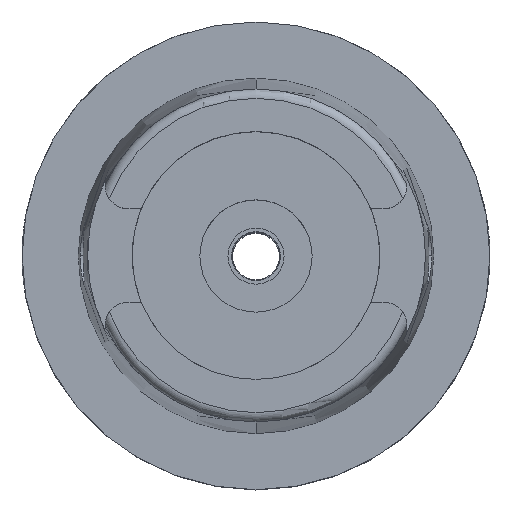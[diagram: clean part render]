
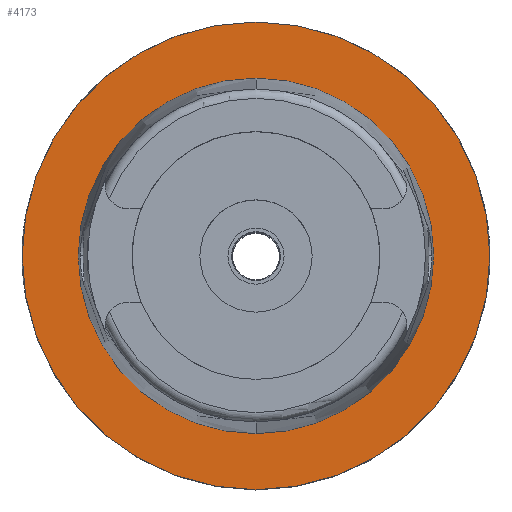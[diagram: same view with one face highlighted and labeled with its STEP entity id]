
A CAD part, top view. The second image highlights one B-rep face of the part: STEP entity #4173.
In plain terms, the highlighted planar face has unit normal (0, 0, 1).
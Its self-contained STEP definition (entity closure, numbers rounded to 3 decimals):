
#2069=CARTESIAN_POINT('',(0.,0.,0.));
#2070=DIRECTION('',(0.,0.,-1.));
#2071=DIRECTION('',(0.,-1.,0.));
#2072=AXIS2_PLACEMENT_3D('',#2069,#2070,#2071);
#2077=CARTESIAN_POINT('',(0.,0.,0.));
#2078=DIRECTION('',(0.,0.,-1.));
#2079=DIRECTION('',(0.,1.,0.));
#2080=AXIS2_PLACEMENT_3D('',#2077,#2078,#2079);
#2085=CARTESIAN_POINT('',(0.,0.,0.));
#2086=DIRECTION('',(0.,0.,1.));
#2087=DIRECTION('',(0.,-1.,0.));
#2088=AXIS2_PLACEMENT_3D('',#2085,#2086,#2087);
#2093=CARTESIAN_POINT('',(0.,0.,0.));
#2094=DIRECTION('',(0.,0.,1.));
#2095=DIRECTION('',(0.,1.,0.));
#2096=AXIS2_PLACEMENT_3D('',#2093,#2094,#2095);
#2394=CARTESIAN_POINT('',(0.,-38.,0.));
#2395=VERTEX_POINT('',#2394);
#2396=CARTESIAN_POINT('',(0.,38.,0.));
#2397=VERTEX_POINT('',#2396);
#2651=CARTESIAN_POINT('',(0.,50.,0.));
#2652=VERTEX_POINT('',#2651);
#2653=CARTESIAN_POINT('',(0.,-50.,0.));
#2654=VERTEX_POINT('',#2653);
#4160=CARTESIAN_POINT('',(0.,0.,0.));
#4161=DIRECTION('',(0.,0.,1.));
#4162=DIRECTION('',(0.,1.,0.));
#4163=AXIS2_PLACEMENT_3D('',#4160,#4161,#4162);
#4164=PLANE('',#4163);
#4165=ORIENTED_EDGE('',*,*,#3925,.T.);
#4166=ORIENTED_EDGE('',*,*,#4034,.T.);
#4167=EDGE_LOOP('',(#4165,#4166));
#4168=FACE_OUTER_BOUND('',#4167,.F.);
#4169=ORIENTED_EDGE('',*,*,#2889,.T.);
#4170=ORIENTED_EDGE('',*,*,#2860,.T.);
#4171=EDGE_LOOP('',(#4169,#4170));
#4172=FACE_BOUND('',#4171,.F.);
#2073=CIRCLE('',#2072,50.);
#2081=CIRCLE('',#2080,50.);
#2089=CIRCLE('',#2088,38.);
#2097=CIRCLE('',#2096,38.);
#2860=EDGE_CURVE('',#2397,#2395,#2097,.T.);
#2889=EDGE_CURVE('',#2395,#2397,#2089,.T.);
#3925=EDGE_CURVE('',#2654,#2652,#2073,.T.);
#4034=EDGE_CURVE('',#2652,#2654,#2081,.T.);
#4173=ADVANCED_FACE('',(#4168,#4172),#4164,.T.);
